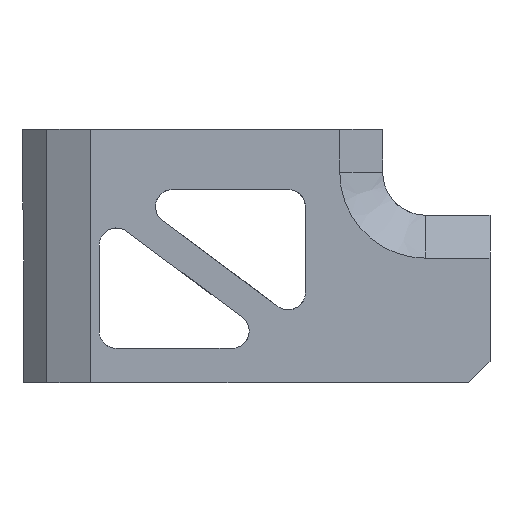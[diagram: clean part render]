
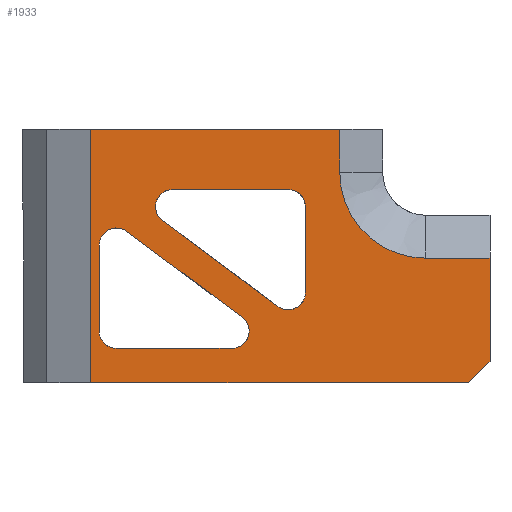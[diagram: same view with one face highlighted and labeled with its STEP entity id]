
A CAD part, front view. The second image highlights one B-rep face of the part: STEP entity #1933.
In plain terms, the highlighted planar face has unit normal (0, -1, 0).
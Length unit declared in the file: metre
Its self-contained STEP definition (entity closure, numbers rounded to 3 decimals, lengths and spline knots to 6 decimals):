
#98=CIRCLE('',#2062,0.01);
#99=CIRCLE('',#2063,0.002);
#100=CIRCLE('',#2064,0.002);
#101=CIRCLE('',#2065,0.002);
#102=CIRCLE('',#2066,0.002);
#103=CIRCLE('',#2067,0.002);
#104=CIRCLE('',#2068,0.002);
#230=ORIENTED_EDGE('',*,*,#814,.F.);
#231=ORIENTED_EDGE('',*,*,#815,.T.);
#232=ORIENTED_EDGE('',*,*,#778,.T.);
#233=ORIENTED_EDGE('',*,*,#816,.T.);
#234=ORIENTED_EDGE('',*,*,#817,.T.);
#235=ORIENTED_EDGE('',*,*,#818,.T.);
#236=ORIENTED_EDGE('',*,*,#819,.T.);
#237=ORIENTED_EDGE('',*,*,#820,.T.);
#238=ORIENTED_EDGE('',*,*,#821,.F.);
#239=ORIENTED_EDGE('',*,*,#822,.T.);
#240=ORIENTED_EDGE('',*,*,#823,.T.);
#241=ORIENTED_EDGE('',*,*,#824,.T.);
#242=ORIENTED_EDGE('',*,*,#825,.T.);
#243=ORIENTED_EDGE('',*,*,#826,.T.);
#244=ORIENTED_EDGE('',*,*,#827,.F.);
#245=ORIENTED_EDGE('',*,*,#828,.T.);
#246=ORIENTED_EDGE('',*,*,#829,.T.);
#247=ORIENTED_EDGE('',*,*,#830,.T.);
#248=ORIENTED_EDGE('',*,*,#831,.F.);
#249=ORIENTED_EDGE('',*,*,#832,.T.);
#778=EDGE_CURVE('',#1071,#1072,#1270,.T.);
#814=EDGE_CURVE('',#1105,#1106,#1296,.T.);
#815=EDGE_CURVE('',#1105,#1071,#1297,.T.);
#816=EDGE_CURVE('',#1072,#1107,#1298,.F.);
#817=EDGE_CURVE('',#1107,#1108,#1299,.T.);
#818=EDGE_CURVE('',#1108,#1109,#1300,.T.);
#819=EDGE_CURVE('',#1109,#1110,#98,.F.);
#820=EDGE_CURVE('',#1110,#1106,#1301,.T.);
#821=EDGE_CURVE('',#1111,#1112,#1302,.T.);
#822=EDGE_CURVE('',#1111,#1113,#99,.F.);
#823=EDGE_CURVE('',#1113,#1114,#1303,.T.);
#824=EDGE_CURVE('',#1114,#1115,#100,.F.);
#825=EDGE_CURVE('',#1115,#1116,#1304,.T.);
#826=EDGE_CURVE('',#1116,#1112,#101,.F.);
#827=EDGE_CURVE('',#1117,#1118,#1305,.T.);
#828=EDGE_CURVE('',#1117,#1119,#102,.F.);
#829=EDGE_CURVE('',#1119,#1120,#1306,.T.);
#830=EDGE_CURVE('',#1120,#1121,#103,.F.);
#831=EDGE_CURVE('',#1122,#1121,#1307,.T.);
#832=EDGE_CURVE('',#1122,#1118,#104,.F.);
#1071=VERTEX_POINT('',#2851);
#1072=VERTEX_POINT('',#2852);
#1105=VERTEX_POINT('',#2925);
#1106=VERTEX_POINT('',#2926);
#1107=VERTEX_POINT('',#2929);
#1108=VERTEX_POINT('',#2931);
#1109=VERTEX_POINT('',#2933);
#1110=VERTEX_POINT('',#2935);
#1111=VERTEX_POINT('',#2938);
#1112=VERTEX_POINT('',#2939);
#1113=VERTEX_POINT('',#2941);
#1114=VERTEX_POINT('',#2943);
#1115=VERTEX_POINT('',#2945);
#1116=VERTEX_POINT('',#2947);
#1117=VERTEX_POINT('',#2950);
#1118=VERTEX_POINT('',#2951);
#1119=VERTEX_POINT('',#2953);
#1120=VERTEX_POINT('',#2955);
#1121=VERTEX_POINT('',#2957);
#1122=VERTEX_POINT('',#2959);
#1270=LINE('',#2850,#1444);
#1296=LINE('',#2924,#1470);
#1297=LINE('',#2927,#1471);
#1298=LINE('',#2928,#1472);
#1299=LINE('',#2930,#1473);
#1300=LINE('',#2932,#1474);
#1301=LINE('',#2936,#1475);
#1302=LINE('',#2937,#1476);
#1303=LINE('',#2942,#1477);
#1304=LINE('',#2946,#1478);
#1305=LINE('',#2949,#1479);
#1306=LINE('',#2954,#1480);
#1307=LINE('',#2958,#1481);
#1444=VECTOR('',#2267,1.);
#1470=VECTOR('',#2321,1.);
#1471=VECTOR('',#2322,1.);
#1472=VECTOR('',#2323,1.);
#1473=VECTOR('',#2324,1.);
#1474=VECTOR('',#2325,1.);
#1475=VECTOR('',#2328,1.);
#1476=VECTOR('',#2329,1.);
#1477=VECTOR('',#2332,1.);
#1478=VECTOR('',#2335,1.);
#1479=VECTOR('',#2338,1.);
#1480=VECTOR('',#2341,1.);
#1481=VECTOR('',#2344,1.);
#1611=EDGE_LOOP('',(#230,#231,#232,#233,#234,#235,#236,#237));
#1612=EDGE_LOOP('',(#238,#239,#240,#241,#242,#243));
#1613=EDGE_LOOP('',(#244,#245,#246,#247,#248,#249));
#1743=FACE_BOUND('',#1611,.T.);
#1744=FACE_BOUND('',#1612,.T.);
#1745=FACE_BOUND('',#1613,.T.);
#1875=PLANE('',#2061);
#1933=ADVANCED_FACE('',(#1743,#1744,#1745),#1875,.T.);
#2061=AXIS2_PLACEMENT_3D('',#2923,#2319,#2320);
#2062=AXIS2_PLACEMENT_3D('',#2934,#2326,#2327);
#2063=AXIS2_PLACEMENT_3D('',#2940,#2330,#2331);
#2064=AXIS2_PLACEMENT_3D('',#2944,#2333,#2334);
#2065=AXIS2_PLACEMENT_3D('',#2948,#2336,#2337);
#2066=AXIS2_PLACEMENT_3D('',#2952,#2339,#2340);
#2067=AXIS2_PLACEMENT_3D('',#2956,#2342,#2343);
#2068=AXIS2_PLACEMENT_3D('',#2960,#2345,#2346);
#2267=DIRECTION('',(1.,0.,0.));
#2319=DIRECTION('',(0.,-1.,0.));
#2320=DIRECTION('',(1.,0.,0.));
#2321=DIRECTION('',(1.,0.,0.));
#2322=DIRECTION('',(0.,0.,-1.));
#2323=DIRECTION('',(-0.707,0.,-0.707));
#2324=DIRECTION('',(0.,0.,1.));
#2325=DIRECTION('',(-1.,0.,0.));
#2326=DIRECTION('',(0.,-1.,0.));
#2327=DIRECTION('',(0.,0.,-1.));
#2328=DIRECTION('',(0.,0.,1.));
#2329=DIRECTION('',(0.802,0.,-0.597));
#2330=DIRECTION('',(0.,-1.,0.));
#2331=DIRECTION('',(0.,0.,-1.));
#2332=DIRECTION('',(1.,0.,0.));
#2333=DIRECTION('',(0.,-1.,0.));
#2334=DIRECTION('',(0.,0.,-1.));
#2335=DIRECTION('',(0.,0.,-1.));
#2336=DIRECTION('',(0.,-1.,0.));
#2337=DIRECTION('',(0.,0.,-1.));
#2338=DIRECTION('',(0.,0.,-1.));
#2339=DIRECTION('',(0.,-1.,0.));
#2340=DIRECTION('',(0.,0.,-1.));
#2341=DIRECTION('',(0.802,0.,-0.597));
#2342=DIRECTION('',(0.,-1.,0.));
#2343=DIRECTION('',(0.,0.,-1.));
#2344=DIRECTION('',(1.,0.,0.));
#2345=DIRECTION('',(0.,-1.,0.));
#2346=DIRECTION('',(0.,0.,-1.));
#2850=CARTESIAN_POINT('',(-0.009602,-0.0214,-0.0005));
#2851=CARTESIAN_POINT('',(-0.042,-0.0214,-0.0005));
#2852=CARTESIAN_POINT('',(0.002,-0.0214,-0.0005));
#2923=CARTESIAN_POINT('',(0.00225,-0.0214,0.00925));
#2924=CARTESIAN_POINT('',(-0.009602,-0.0214,0.029));
#2925=CARTESIAN_POINT('',(-0.042,-0.0214,0.029));
#2926=CARTESIAN_POINT('',(-0.013,-0.0214,0.029));
#2927=CARTESIAN_POINT('',(-0.042,-0.0214,0.00925));
#2928=CARTESIAN_POINT('',(0.007,-0.0214,0.0045));
#2929=CARTESIAN_POINT('',(0.0045,-0.0214,0.002));
#2930=CARTESIAN_POINT('',(0.0045,-0.0214,0.00925));
#2931=CARTESIAN_POINT('',(0.0045,-0.0214,0.014));
#2932=CARTESIAN_POINT('',(-0.003,-0.0214,0.014));
#2933=CARTESIAN_POINT('',(-0.003,-0.0214,0.014));
#2934=CARTESIAN_POINT('',(-0.003,-0.0214,0.024));
#2935=CARTESIAN_POINT('',(-0.013,-0.0214,0.024));
#2936=CARTESIAN_POINT('',(-0.013,-0.0214,0.00925));
#2937=CARTESIAN_POINT('',(-0.006168,-0.0214,-0.002061));
#2938=CARTESIAN_POINT('',(-0.033656,-0.0214,0.018396));
#2939=CARTESIAN_POINT('',(-0.020194,-0.0214,0.008377));
#2940=CARTESIAN_POINT('',(-0.032462,-0.0214,0.02));
#2941=CARTESIAN_POINT('',(-0.032462,-0.0214,0.022));
#2942=CARTESIAN_POINT('',(0.00225,-0.0214,0.022));
#2943=CARTESIAN_POINT('',(-0.019,-0.0214,0.022));
#2944=CARTESIAN_POINT('',(-0.019,-0.0214,0.02));
#2945=CARTESIAN_POINT('',(-0.017,-0.0214,0.02));
#2946=CARTESIAN_POINT('',(-0.017,-0.0214,0.00925));
#2947=CARTESIAN_POINT('',(-0.017,-0.0214,0.009981));
#2948=CARTESIAN_POINT('',(-0.019,-0.0214,0.009981));
#2949=CARTESIAN_POINT('',(-0.041,-0.0214,0.00925));
#2950=CARTESIAN_POINT('',(-0.041,-0.0214,0.015519));
#2951=CARTESIAN_POINT('',(-0.041,-0.0214,0.0055));
#2952=CARTESIAN_POINT('',(-0.039,-0.0214,0.015519));
#2953=CARTESIAN_POINT('',(-0.037806,-0.0214,0.017123));
#2954=CARTESIAN_POINT('',(-0.008256,-0.0214,-0.004868));
#2955=CARTESIAN_POINT('',(-0.024344,-0.0214,0.007104));
#2956=CARTESIAN_POINT('',(-0.025538,-0.0214,0.0055));
#2957=CARTESIAN_POINT('',(-0.025538,-0.0214,0.0035));
#2958=CARTESIAN_POINT('',(0.00225,-0.0214,0.0035));
#2959=CARTESIAN_POINT('',(-0.039,-0.0214,0.0035));
#2960=CARTESIAN_POINT('',(-0.039,-0.0214,0.0055));
